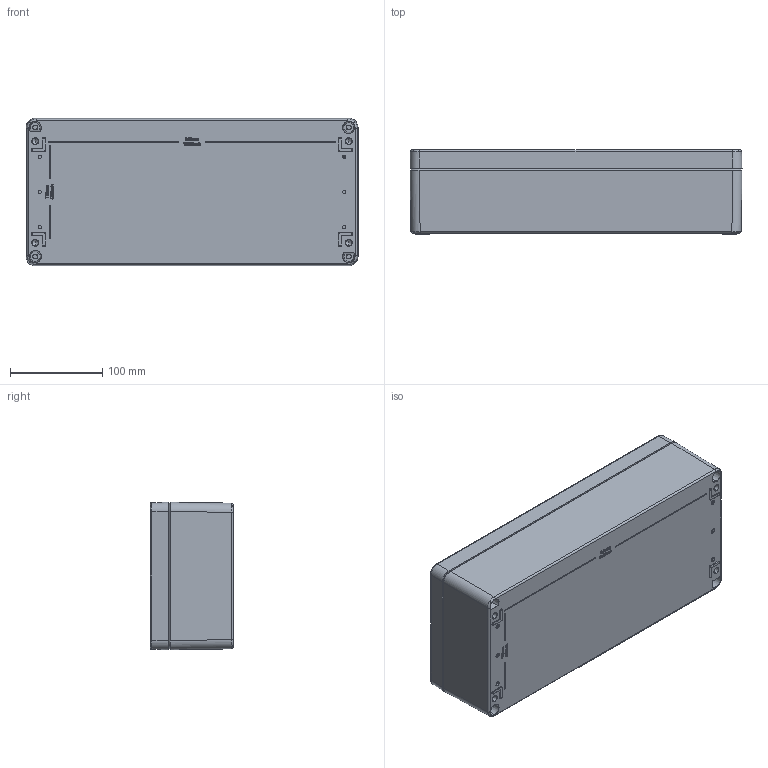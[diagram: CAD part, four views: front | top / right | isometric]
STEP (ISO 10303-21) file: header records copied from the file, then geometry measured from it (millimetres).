
FILE_DESCRIPTION (( 'STEP AP214' ), '1' );
FILE_NAME ('01163609.STEP', '2009-03-11T09:47:17', ( ' ' ), ( '' ), 'SwSTEP 2.0', 'SolidWorks 2008', '' );
FILE_SCHEMA (( 'AUTOMOTIVE_DESIGN' ));
Products named in the file (8): 93134_Standard; 02058_Standard; 82009_Standard; 01163609; 01058_Bearbeitung nach ZngNr.: 01-2-011580-02-0
Assembly tree (7 placements, depth 2):
  01163609
    01058_Bearbeitung nach ZngNr.: 01-2-011580-02-0
    82009_Standard
    93134_Standard
    93134_Standard
    93134_Standard
    02058_Standard
    93134_Standard
Bounding box: 360 x 91 x 160 mm (x, y, z)
Volume: 976950.9 mm3; surface area: 427975.3 mm2
Topology: 7 solids, 7 shells, 2630 faces, 6097 edges, 3168 vertices
Faces by surface type: bspline 985, cylinder 742, plane 434, sphere 182, cone 159, torus 128
Entity records: 116174 total; most frequent: CARTESIAN_POINT 66619, ORIENTED_EDGE 11408, DIRECTION 8561, EDGE_CURVE 5704, AXIS2_PLACEMENT_3D 3351, VERTEX_POINT 3174, EDGE_LOOP 2740, FACE_OUTER_BOUND 2624
